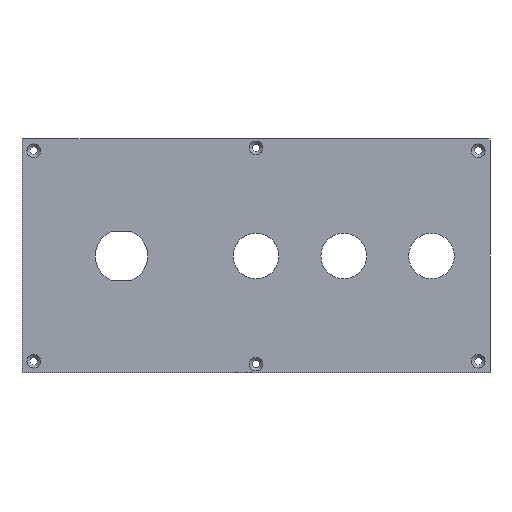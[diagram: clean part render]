
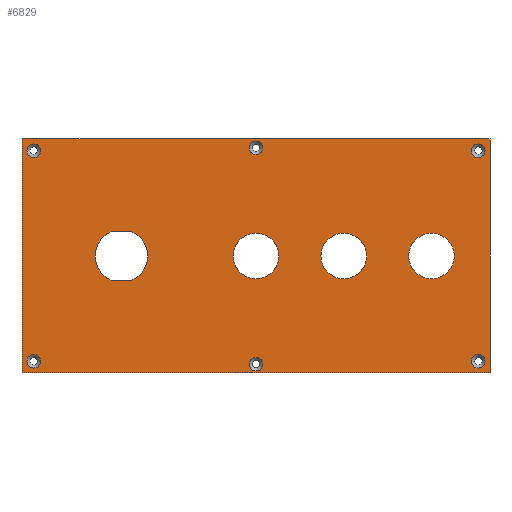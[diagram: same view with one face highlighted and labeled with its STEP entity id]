
A CAD part, front view. The second image highlights one B-rep face of the part: STEP entity #6829.
In plain terms, the highlighted planar face has unit normal (0, -1, 0).
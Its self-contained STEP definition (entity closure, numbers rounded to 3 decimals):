
#120=FACE_BOUND('',#728,.T.);
#121=FACE_BOUND('',#729,.T.);
#122=FACE_BOUND('',#730,.T.);
#123=FACE_BOUND('',#731,.T.);
#124=FACE_BOUND('',#732,.T.);
#125=FACE_BOUND('',#733,.T.);
#126=FACE_BOUND('',#734,.T.);
#127=FACE_BOUND('',#735,.T.);
#128=FACE_BOUND('',#736,.T.);
#129=FACE_BOUND('',#737,.T.);
#267=FACE_OUTER_BOUND('',#727,.T.);
#727=EDGE_LOOP('',(#5269,#5270,#5271,#5272));
#728=EDGE_LOOP('',(#5273));
#729=EDGE_LOOP('',(#5274));
#730=EDGE_LOOP('',(#5275));
#731=EDGE_LOOP('',(#5276));
#732=EDGE_LOOP('',(#5277));
#733=EDGE_LOOP('',(#5278));
#734=EDGE_LOOP('',(#5279));
#735=EDGE_LOOP('',(#5280));
#736=EDGE_LOOP('',(#5281));
#737=EDGE_LOOP('',(#5282,#5283,#5284,#5285));
#1006=LINE('',#9379,#1898);
#1103=LINE('',#9625,#1995);
#1496=LINE('',#10451,#2388);
#1497=LINE('',#10453,#2389);
#1498=LINE('',#10455,#2390);
#1499=LINE('',#10456,#2391);
#1898=VECTOR('',#7581,10.);
#1995=VECTOR('',#7760,10.);
#2388=VECTOR('',#8405,10.);
#2389=VECTOR('',#8406,10.);
#2390=VECTOR('',#8407,10.);
#2391=VECTOR('',#8408,10.);
#2793=CIRCLE('',#7113,11.25);
#2807=CIRCLE('',#7151,11.25);
#2826=CIRCLE('',#7270,9.75);
#2827=CIRCLE('',#7272,9.75);
#2828=CIRCLE('',#7274,9.75);
#2830=CIRCLE('',#7277,2.875);
#2831=CIRCLE('',#7279,2.875);
#2832=CIRCLE('',#7280,2.875);
#2833=CIRCLE('',#7281,2.875);
#2834=CIRCLE('',#7282,2.875);
#2835=CIRCLE('',#7283,2.875);
#2859=VERTEX_POINT('',#9376);
#2860=VERTEX_POINT('',#9378);
#2861=VERTEX_POINT('',#9382);
#2968=VERTEX_POINT('',#9621);
#3269=VERTEX_POINT('',#10431);
#3270=VERTEX_POINT('',#10435);
#3271=VERTEX_POINT('',#10439);
#3273=VERTEX_POINT('',#10445);
#3274=VERTEX_POINT('',#10449);
#3275=VERTEX_POINT('',#10450);
#3276=VERTEX_POINT('',#10452);
#3277=VERTEX_POINT('',#10454);
#3278=VERTEX_POINT('',#10457);
#3279=VERTEX_POINT('',#10459);
#3280=VERTEX_POINT('',#10461);
#3281=VERTEX_POINT('',#10463);
#3282=VERTEX_POINT('',#10465);
#3494=EDGE_CURVE('',#2859,#2860,#1006,.T.);
#3497=EDGE_CURVE('',#2859,#2861,#2793,.T.);
#3604=EDGE_CURVE('',#2968,#2860,#2807,.T.);
#3606=EDGE_CURVE('',#2861,#2968,#1103,.T.);
#4013=EDGE_CURVE('',#3269,#3269,#2826,.T.);
#4015=EDGE_CURVE('',#3270,#3270,#2827,.T.);
#4017=EDGE_CURVE('',#3271,#3271,#2828,.T.);
#4021=EDGE_CURVE('',#3273,#3273,#2830,.T.);
#4022=EDGE_CURVE('',#3274,#3275,#1496,.T.);
#4023=EDGE_CURVE('',#3275,#3276,#1497,.T.);
#4024=EDGE_CURVE('',#3276,#3277,#1498,.T.);
#4025=EDGE_CURVE('',#3277,#3274,#1499,.T.);
#4026=EDGE_CURVE('',#3278,#3278,#2831,.T.);
#4027=EDGE_CURVE('',#3279,#3279,#2832,.T.);
#4028=EDGE_CURVE('',#3280,#3280,#2833,.T.);
#4029=EDGE_CURVE('',#3281,#3281,#2834,.T.);
#4030=EDGE_CURVE('',#3282,#3282,#2835,.T.);
#5269=ORIENTED_EDGE('',*,*,#4022,.T.);
#5270=ORIENTED_EDGE('',*,*,#4023,.T.);
#5271=ORIENTED_EDGE('',*,*,#4024,.T.);
#5272=ORIENTED_EDGE('',*,*,#4025,.T.);
#5273=ORIENTED_EDGE('',*,*,#4026,.F.);
#5274=ORIENTED_EDGE('',*,*,#4027,.F.);
#5275=ORIENTED_EDGE('',*,*,#4028,.F.);
#5276=ORIENTED_EDGE('',*,*,#4029,.F.);
#5277=ORIENTED_EDGE('',*,*,#4030,.F.);
#5278=ORIENTED_EDGE('',*,*,#4021,.F.);
#5279=ORIENTED_EDGE('',*,*,#4013,.T.);
#5280=ORIENTED_EDGE('',*,*,#4015,.T.);
#5281=ORIENTED_EDGE('',*,*,#4017,.T.);
#5282=ORIENTED_EDGE('',*,*,#3604,.T.);
#5283=ORIENTED_EDGE('',*,*,#3494,.F.);
#5284=ORIENTED_EDGE('',*,*,#3497,.T.);
#5285=ORIENTED_EDGE('',*,*,#3606,.T.);
#6451=PLANE('',#7278);
#6829=ADVANCED_FACE('',(#267,#120,#121,#122,#123,#124,#125,#126,#127,#128,
#129),#6451,.F.);
#7113=AXIS2_PLACEMENT_3D('',#9384,#7586,#7587);
#7151=AXIS2_PLACEMENT_3D('',#9622,#7755,#7756);
#7270=AXIS2_PLACEMENT_3D('',#10432,#8383,#8384);
#7272=AXIS2_PLACEMENT_3D('',#10436,#8388,#8389);
#7274=AXIS2_PLACEMENT_3D('',#10440,#8393,#8394);
#7277=AXIS2_PLACEMENT_3D('',#10447,#8401,#8402);
#7278=AXIS2_PLACEMENT_3D('',#10448,#8403,#8404);
#7279=AXIS2_PLACEMENT_3D('',#10458,#8409,#8410);
#7280=AXIS2_PLACEMENT_3D('',#10460,#8411,#8412);
#7281=AXIS2_PLACEMENT_3D('',#10462,#8413,#8414);
#7282=AXIS2_PLACEMENT_3D('',#10464,#8415,#8416);
#7283=AXIS2_PLACEMENT_3D('',#10466,#8417,#8418);
#7581=DIRECTION('',(-1.,0.,0.));
#7586=DIRECTION('center_axis',(0.,1.,0.));
#7587=DIRECTION('ref_axis',(-1.,0.,0.));
#7755=DIRECTION('center_axis',(0.,1.,0.));
#7756=DIRECTION('ref_axis',(-1.,0.,0.));
#7760=DIRECTION('',(-1.,0.,0.));
#8383=DIRECTION('center_axis',(0.,1.,0.));
#8384=DIRECTION('ref_axis',(-1.,0.,0.));
#8388=DIRECTION('center_axis',(0.,1.,0.));
#8389=DIRECTION('ref_axis',(-1.,0.,0.));
#8393=DIRECTION('center_axis',(0.,1.,0.));
#8394=DIRECTION('ref_axis',(-1.,0.,0.));
#8401=DIRECTION('center_axis',(0.,-1.,0.));
#8402=DIRECTION('ref_axis',(1.,0.,0.));
#8403=DIRECTION('center_axis',(0.,1.,0.));
#8404=DIRECTION('ref_axis',(1.,0.,0.));
#8405=DIRECTION('',(-1.,0.,0.));
#8406=DIRECTION('',(0.,0.,-1.));
#8407=DIRECTION('',(1.,0.,0.));
#8408=DIRECTION('',(0.,0.,1.));
#8409=DIRECTION('center_axis',(0.,-1.,0.));
#8410=DIRECTION('ref_axis',(1.,0.,0.));
#8411=DIRECTION('center_axis',(0.,-1.,0.));
#8412=DIRECTION('ref_axis',(1.,0.,0.));
#8413=DIRECTION('center_axis',(0.,-1.,0.));
#8414=DIRECTION('ref_axis',(1.,0.,0.));
#8415=DIRECTION('center_axis',(0.,-1.,0.));
#8416=DIRECTION('ref_axis',(1.,0.,0.));
#8417=DIRECTION('center_axis',(0.,-1.,0.));
#8418=DIRECTION('ref_axis',(1.,0.,0.));
#9376=CARTESIAN_POINT('',(-53.15,0.,10.375));
#9378=CARTESIAN_POINT('',(-61.85,0.,10.375));
#9379=CARTESIAN_POINT('',(-53.15,0.,10.375));
#9382=CARTESIAN_POINT('',(-53.15,0.,-10.375));
#9384=CARTESIAN_POINT('Origin',(-57.5,0.,0.));
#9621=CARTESIAN_POINT('',(-61.85,0.,-10.375));
#9622=CARTESIAN_POINT('Origin',(-57.5,0.,0.));
#9625=CARTESIAN_POINT('',(-53.15,0.,-10.375));
#10431=CARTESIAN_POINT('',(47.25,0.,0.));
#10432=CARTESIAN_POINT('Origin',(37.5,0.,0.));
#10435=CARTESIAN_POINT('',(84.75,0.,0.));
#10436=CARTESIAN_POINT('Origin',(75.,0.,0.));
#10439=CARTESIAN_POINT('',(9.75,0.,0.));
#10440=CARTESIAN_POINT('Origin',(0.,0.,
0.));
#10445=CARTESIAN_POINT('',(-2.875,0.,46.25));
#10447=CARTESIAN_POINT('Origin',(0.,0.,46.25));
#10448=CARTESIAN_POINT('Origin',(0.,0.,0.));
#10449=CARTESIAN_POINT('',(100.,0.,50.));
#10450=CARTESIAN_POINT('',(-100.,0.,50.));
#10451=CARTESIAN_POINT('',(100.,0.,50.));
#10452=CARTESIAN_POINT('',(-100.,0.,-50.));
#10453=CARTESIAN_POINT('',(-100.,0.,50.));
#10454=CARTESIAN_POINT('',(100.,0.,-50.));
#10455=CARTESIAN_POINT('',(-100.,0.,-50.));
#10456=CARTESIAN_POINT('',(100.,0.,-50.));
#10457=CARTESIAN_POINT('',(-97.875,0.,45.));
#10458=CARTESIAN_POINT('Origin',(-95.,0.,45.));
#10459=CARTESIAN_POINT('',(92.125,0.,-45.));
#10460=CARTESIAN_POINT('Origin',(95.,0.,-45.));
#10461=CARTESIAN_POINT('',(92.125,0.,45.));
#10462=CARTESIAN_POINT('Origin',(95.,0.,45.));
#10463=CARTESIAN_POINT('',(-97.875,0.,-45.));
#10464=CARTESIAN_POINT('Origin',(-95.,0.,-45.));
#10465=CARTESIAN_POINT('',(-2.875,0.,-46.25));
#10466=CARTESIAN_POINT('Origin',(0.,0.,-46.25));
